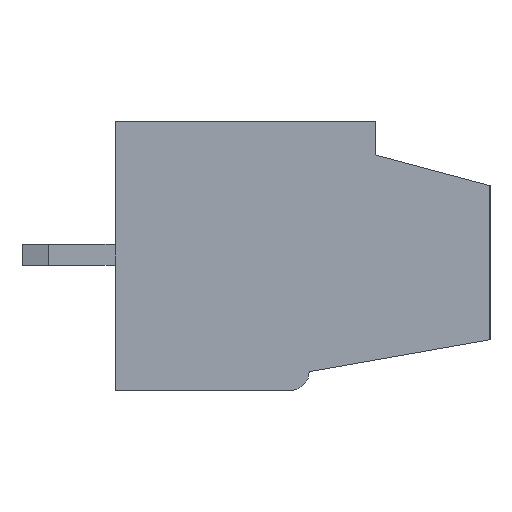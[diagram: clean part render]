
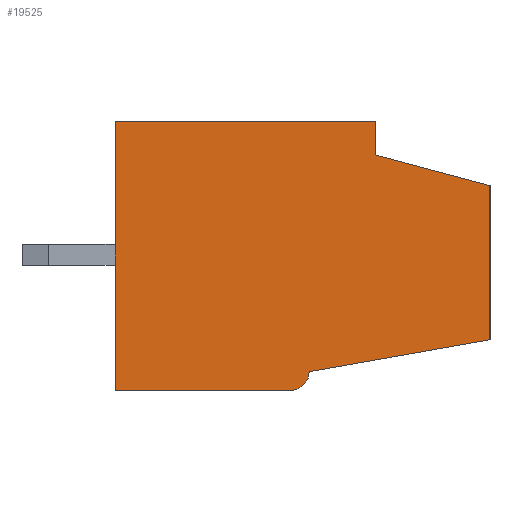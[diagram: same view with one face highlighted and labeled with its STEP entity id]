
A CAD part, left-side view. The second image highlights one B-rep face of the part: STEP entity #19525.
In plain terms, the highlighted planar face has unit normal (-1, 0, 0).
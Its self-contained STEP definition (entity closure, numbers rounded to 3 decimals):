
#125=DIRECTION('',(0.,0.,1.));
#126=VECTOR('',#125,5.799);
#127=CARTESIAN_POINT('',(-43.611,-0.1,-3.101));
#128=LINE('',#127,#126);
#5651=DIRECTION('',(0.,-1.,0.));
#5652=VECTOR('',#5651,6.6);
#5653=CARTESIAN_POINT('',(-43.611,14.,-5.));
#5654=LINE('',#5653,#5652);
#5899=DIRECTION('',(0.,0.,-1.));
#5900=VECTOR('',#5899,10.1);
#5901=CARTESIAN_POINT('',(-43.611,14.,5.1));
#5902=LINE('',#5901,#5900);
#6623=DIRECTION('',(0.,1.,0.));
#6624=VECTOR('',#6623,9.8);
#6625=CARTESIAN_POINT('',(-43.611,4.2,5.1));
#6626=LINE('',#6625,#6624);
#6835=DIRECTION('',(0.,0.985,-0.174));
#6836=VECTOR('',#6835,6.905);
#6837=CARTESIAN_POINT('',(-43.611,-0.1,-3.101));
#6838=LINE('',#6837,#6836);
#6839=CARTESIAN_POINT('',(-43.611,7.4,-4.3));
#6840=DIRECTION('',(1.,0.,0.));
#6841=DIRECTION('',(0.,-1.,0.));
#6842=AXIS2_PLACEMENT_3D('',#6839,#6840,#6841);
#6844=DIRECTION('',(0.,0.,-1.));
#6845=VECTOR('',#6844,1.25);
#6846=CARTESIAN_POINT('',(-43.611,4.2,5.1));
#6847=LINE('',#6846,#6845);
#6848=DIRECTION('',(0.,-0.966,-0.259));
#6849=VECTOR('',#6848,4.452);
#6850=CARTESIAN_POINT('',(-43.611,4.2,3.85));
#6851=LINE('',#6850,#6849);
#10792=CARTESIAN_POINT('',(-43.611,14.,-5.));
#10793=CARTESIAN_POINT('',(-43.611,7.4,-5.));
#10794=VERTEX_POINT('',#10792);
#10795=VERTEX_POINT('',#10793);
#10796=CARTESIAN_POINT('',(-43.611,6.7,-4.3));
#10797=VERTEX_POINT('',#10796);
#10798=CARTESIAN_POINT('',(-43.611,14.,5.1));
#10799=VERTEX_POINT('',#10798);
#10800=CARTESIAN_POINT('',(-43.611,4.2,5.1));
#10801=CARTESIAN_POINT('',(-43.611,4.2,3.85));
#10802=VERTEX_POINT('',#10800);
#10803=VERTEX_POINT('',#10801);
#10804=CARTESIAN_POINT('',(-43.611,-0.1,-3.101));
#10805=VERTEX_POINT('',#10804);
#10806=CARTESIAN_POINT('',(-43.611,-0.1,2.698));
#10807=VERTEX_POINT('',#10806);
#19510=CARTESIAN_POINT('',(-43.611,0.,0.));
#19511=DIRECTION('',(-1.,0.,0.));
#19512=DIRECTION('',(0.,-1.,0.));
#19513=AXIS2_PLACEMENT_3D('',#19510,#19511,#19512);
#19514=PLANE('',#19513);
#19515=ORIENTED_EDGE('',*,*,#10831,.F.);
#19516=ORIENTED_EDGE('',*,*,#17733,.T.);
#19517=ORIENTED_EDGE('',*,*,#17752,.T.);
#19518=ORIENTED_EDGE('',*,*,#17811,.F.);
#19519=ORIENTED_EDGE('',*,*,#17910,.F.);
#19520=ORIENTED_EDGE('',*,*,#19301,.F.);
#19521=ORIENTED_EDGE('',*,*,#19404,.T.);
#19522=ORIENTED_EDGE('',*,*,#19502,.T.);
#19523=EDGE_LOOP('',(#19515,#19516,#19517,#19518,#19519,#19520,#19521,#19522));
#19524=FACE_OUTER_BOUND('',#19523,.F.);
#6843=CIRCLE('',#6842,0.7);
#10831=EDGE_CURVE('',#10805,#10807,#128,.T.);
#17733=EDGE_CURVE('',#10805,#10797,#6838,.T.);
#17752=EDGE_CURVE('',#10797,#10795,#6843,.T.);
#17811=EDGE_CURVE('',#10794,#10795,#5654,.T.);
#17910=EDGE_CURVE('',#10799,#10794,#5902,.T.);
#19301=EDGE_CURVE('',#10802,#10799,#6626,.T.);
#19404=EDGE_CURVE('',#10802,#10803,#6847,.T.);
#19502=EDGE_CURVE('',#10803,#10807,#6851,.T.);
#19525=ADVANCED_FACE('',(#19524),#19514,.T.);
